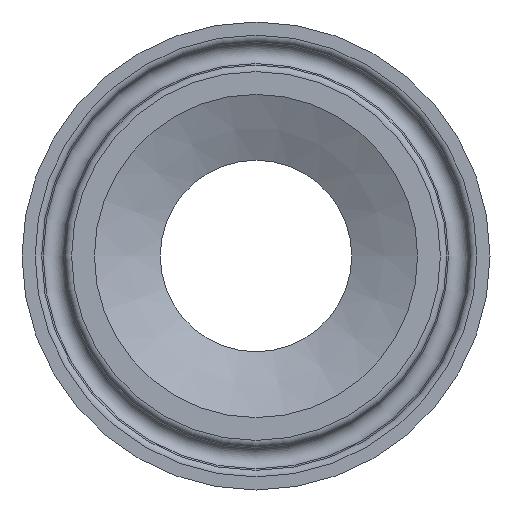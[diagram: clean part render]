
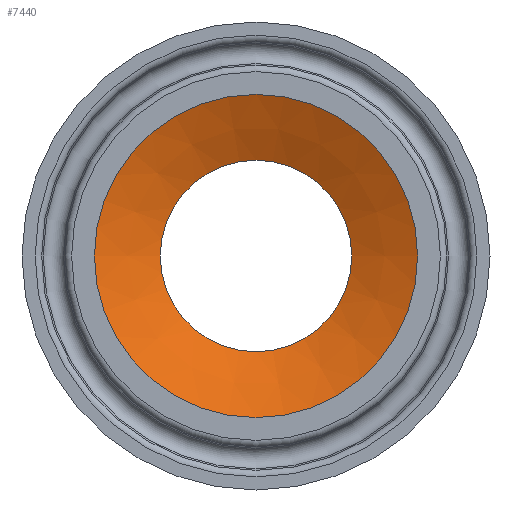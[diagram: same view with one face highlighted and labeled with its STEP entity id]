
A CAD part, left-side view. The second image highlights one B-rep face of the part: STEP entity #7440.
In plain terms, the highlighted conical face has half-angle 66 degrees and reference radius 13.856 mm.
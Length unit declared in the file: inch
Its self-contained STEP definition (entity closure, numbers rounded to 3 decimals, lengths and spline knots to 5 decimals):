
#22=CONICAL_SURFACE('',#8005,0.5455,1.152);
#871=FACE_OUTER_BOUND('',#1321,.T.);
#1321=EDGE_LOOP('',(#6950,#6951,#6952,#6953,#6954,#6955));
#1848=CIRCLE('',#7974,0.685);
#1849=CIRCLE('',#7975,0.685);
#1867=CIRCLE('',#8003,0.406);
#1868=CIRCLE('',#8004,0.406);
#2385=LINE('',#16173,#2902);
#2902=VECTOR('',#9612,0.5455);
#3628=VERTEX_POINT('',#16114);
#3629=VERTEX_POINT('',#16115);
#3647=VERTEX_POINT('',#16167);
#3648=VERTEX_POINT('',#16169);
#4726=EDGE_CURVE('',#3628,#3629,#1848,.T.);
#4727=EDGE_CURVE('',#3629,#3628,#1849,.T.);
#4751=EDGE_CURVE('',#3648,#3647,#1867,.T.);
#4752=EDGE_CURVE('',#3647,#3648,#1868,.T.);
#4753=EDGE_CURVE('',#3647,#3629,#2385,.T.);
#6950=ORIENTED_EDGE('',*,*,#4751,.T.);
#6951=ORIENTED_EDGE('',*,*,#4753,.T.);
#6952=ORIENTED_EDGE('',*,*,#4726,.F.);
#6953=ORIENTED_EDGE('',*,*,#4727,.F.);
#6954=ORIENTED_EDGE('',*,*,#4753,.F.);
#6955=ORIENTED_EDGE('',*,*,#4752,.T.);
#7440=ADVANCED_FACE('',(#871),#22,.F.);
#7974=AXIS2_PLACEMENT_3D('',#16116,#9542,#9543);
#7975=AXIS2_PLACEMENT_3D('',#16117,#9544,#9545);
#8003=AXIS2_PLACEMENT_3D('',#16170,#9606,#9607);
#8004=AXIS2_PLACEMENT_3D('',#16171,#9608,#9609);
#8005=AXIS2_PLACEMENT_3D('',#16172,#9610,#9611);
#9542=DIRECTION('center_axis',(1.,0.,0.));
#9543=DIRECTION('ref_axis',(0.,1.,0.));
#9544=DIRECTION('center_axis',(1.,0.,0.));
#9545=DIRECTION('ref_axis',(0.,1.,0.));
#9606=DIRECTION('center_axis',(1.,0.,0.));
#9607=DIRECTION('ref_axis',(0.,1.,0.));
#9608=DIRECTION('center_axis',(1.,0.,0.));
#9609=DIRECTION('ref_axis',(0.,1.,0.));
#9610=DIRECTION('center_axis',(-1.,0.,0.));
#9611=DIRECTION('ref_axis',(0.,1.,0.));
#9612=DIRECTION('',(-0.407,-0.914,0.));
#16114=CARTESIAN_POINT('',(0.,0.685,0.));
#16115=CARTESIAN_POINT('',(0.,-0.685,0.));
#16116=CARTESIAN_POINT('Origin',(0.,0.,
0.));
#16117=CARTESIAN_POINT('Origin',(0.,0.,
0.));
#16167=CARTESIAN_POINT('',(0.12422,-0.406,0.));
#16169=CARTESIAN_POINT('',(0.12422,0.406,0.));
#16170=CARTESIAN_POINT('Origin',(0.12422,0.,
0.));
#16171=CARTESIAN_POINT('Origin',(0.12422,0.,
0.));
#16172=CARTESIAN_POINT('Origin',(0.06211,0.,
0.));
#16173=CARTESIAN_POINT('',(0.06211,-0.5455,0.));
